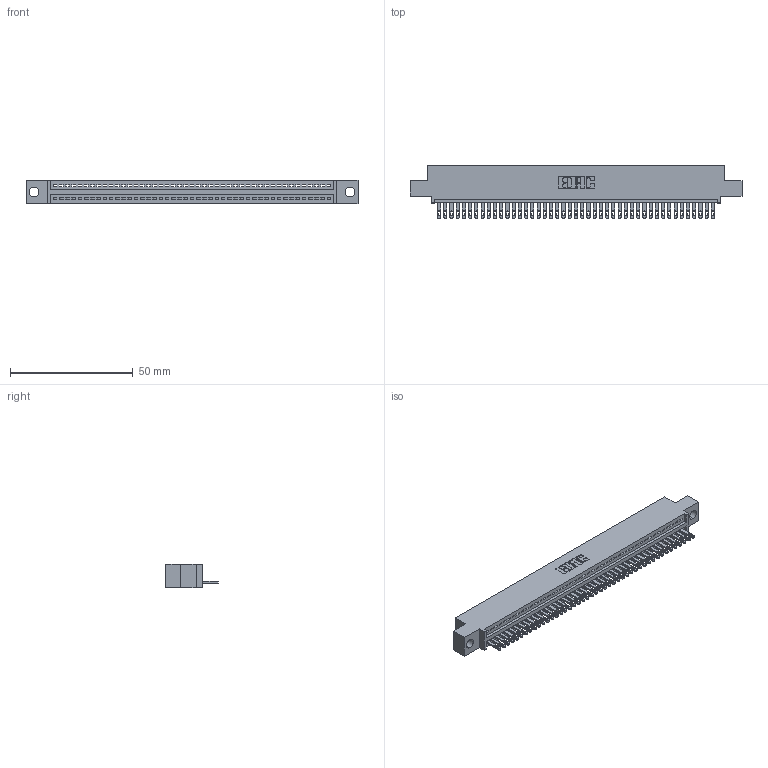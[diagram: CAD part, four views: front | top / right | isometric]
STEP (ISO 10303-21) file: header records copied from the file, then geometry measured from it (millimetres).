
FILE_DESCRIPTION (( 'STEP AP203' ), '1' );
FILE_NAME ('345-045-500-404.STEP', '2018-09-09T07:48:09', ( '' ), ( '' ), 'SwSTEP 2.0', 'SolidWorks 2016', '' );
FILE_SCHEMA (( 'CONFIG_CONTROL_DESIGN' ));
Length unit declared in the file: inch
Products named in the file (3): 345-292-001_345-293-100; 345-045-500-404; 345 Part_0.110 Offset - 0.156 Dia-TH
Assembly tree (46 placements, depth 2):
  345-045-500-404
    345 Part_0.110 Offset - 0.156 Dia-TH
    345-292-001_345-293-100  x45
Bounding box: 135.51 x 21.51 x 9.4 mm (x, y, z)
Volume: 12762 mm3; surface area: 16992 mm2
Topology: 46 solids, 46 shells, 2560 faces, 7913 edges, 5274 vertices
Faces by surface type: plane 1614, cylinder 946
Entity records: 33529 total; most frequent: CARTESIAN_POINT 5815, ORIENTED_EDGE 5794, DIRECTION 5075, EDGE_CURVE 2897, VECTOR 2581, LINE 2581, VERTEX_POINT 1930, AXIS2_PLACEMENT_3D 1247
